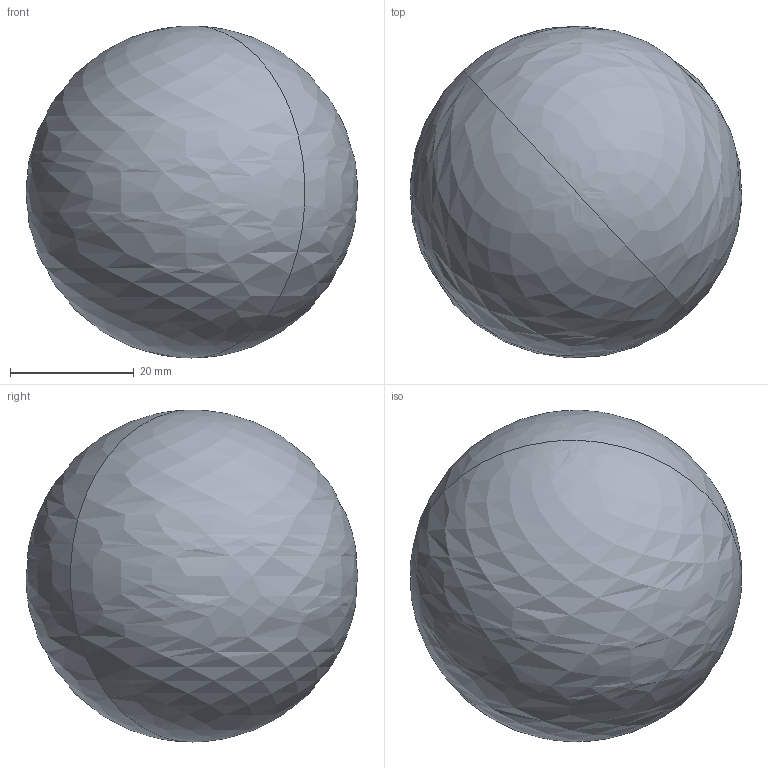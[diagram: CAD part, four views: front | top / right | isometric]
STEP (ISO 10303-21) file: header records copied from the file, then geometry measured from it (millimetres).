
FILE_DESCRIPTION(/* description */ (''),/* implementation_level */ '2;1');
FILE_NAME(/* name */ 'sphere',/* time_stamp */ '2022-12-07T14:53:23+05:00',/* author */ (''),/* organization */ (''),/* preprocessor_version */ 'ST-DEVELOPER v16.5',/* originating_system */ 'Rhino 7.15',/* authorisation */ '');
FILE_SCHEMA (('CONFIG_CONTROL_DESIGN'));
Length unit declared in the file: millimetre
Products named in the file (1): Document
Bounding box: 53.52 x 53.52 x 53.56 mm (x, y, z)
Volume: 80403.1 mm3; surface area: 9021.6 mm2
Topology: 1 solids, 1 shells, 2 faces, 6 edges, 2 vertices
Faces by surface type: bspline 2
Entity records: 170 total; most frequent: CARTESIAN_POINT 64, ORGANIZATION 7, PERSON_AND_ORGANIZATION 7, LOCAL_TIME 5, CALENDAR_DATE 5, DATE_AND_TIME 5, PERSON_AND_ORGANIZATION_ROLE 5, APPLIED_PERSON_AND_ORGANIZATION_ASSIGNMENT 5
